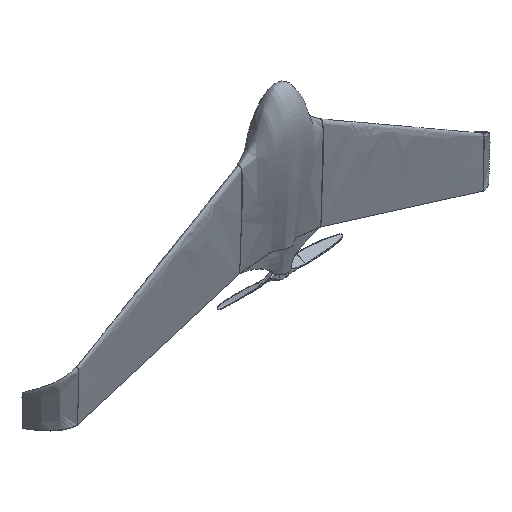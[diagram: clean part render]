
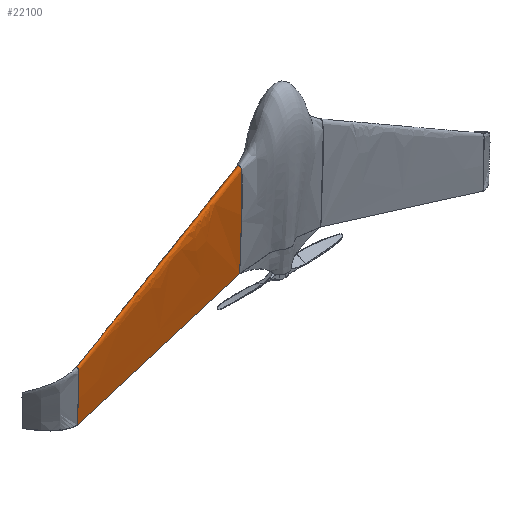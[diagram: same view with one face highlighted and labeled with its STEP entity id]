
A CAD part, isometric view. The second image highlights one B-rep face of the part: STEP entity #22100.
In plain terms, the highlighted free-form (B-spline) face has degree [3, 1] with [16, 2] control points.
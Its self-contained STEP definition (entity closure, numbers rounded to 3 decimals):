
#22100 = ADVANCED_FACE('',(#22101),#22159,.T.);
#22101 = FACE_BOUND('',#22102,.T.);
#22102 = EDGE_LOOP('',(#22103,#22126,#22133,#22154));
#22103 = ORIENTED_EDGE('',*,*,#22104,.T.);
#22104 = EDGE_CURVE('',#22105,#22107,#22109,.T.);
#22105 = VERTEX_POINT('',#22106);
#22106 = CARTESIAN_POINT('',(-137.518,276.399,
    435.939));
#22107 = VERTEX_POINT('',#22108);
#22108 = CARTESIAN_POINT('',(-137.518,281.549,
    435.939));
#22109 = B_SPLINE_CURVE_WITH_KNOTS('',3,(#22110,#22111,#22112,#22113,
    #22114,#22115,#22116,#22117,#22118,#22119,#22120,#22121,#22122,
    #22123,#22124,#22125),.UNSPECIFIED.,.F.,.F.,(4,1,1,1,1,1,1,1,1,1,1,1
    ,1,4),(0.,0.07,0.163,0.177,
    0.19,0.196,0.229,0.24,
    0.298,0.42,0.598,0.651,
    0.91,1.),.UNSPECIFIED.);
#22110 = CARTESIAN_POINT('',(-137.518,276.399,
    435.939));
#22111 = CARTESIAN_POINT('',(-137.518,274.502,
    494.134));
#22112 = CARTESIAN_POINT('',(-137.518,272.229,
    583.675));
#22113 = CARTESIAN_POINT('',(-137.518,262.782,
    729.7));
#22114 = CARTESIAN_POINT('',(-137.518,266.836,
    825.814));
#22115 = CARTESIAN_POINT('',(-137.518,275.079,
    834.34));
#22116 = CARTESIAN_POINT('',(-137.518,285.267,
    832.214));
#22117 = CARTESIAN_POINT('',(-137.518,291.523,
    821.654));
#22118 = CARTESIAN_POINT('',(-137.518,301.158,
    804.222));
#22119 = CARTESIAN_POINT('',(-137.518,310.38,
    771.168));
#22120 = CARTESIAN_POINT('',(-137.518,316.626,
    734.956));
#22121 = CARTESIAN_POINT('',(-137.518,314.823,
    620.623));
#22122 = CARTESIAN_POINT('',(-137.518,299.423,
    524.701));
#22123 = CARTESIAN_POINT('',(-137.518,298.75,
    516.978));
#22124 = CARTESIAN_POINT('',(-137.518,286.832,
    457.607));
#22125 = CARTESIAN_POINT('',(-137.518,281.549,
    435.939));
#22126 = ORIENTED_EDGE('',*,*,#22127,.T.);
#22127 = EDGE_CURVE('',#22107,#22128,#22130,.T.);
#22128 = VERTEX_POINT('',#22129);
#22129 = CARTESIAN_POINT('',(-827.702,281.549,
    223.575));
#22130 = B_SPLINE_CURVE_WITH_KNOTS('',1,(#22131,#22132),.UNSPECIFIED.,
  .F.,.F.,(2,2),(0.,544.059),.PIECEWISE_BEZIER_KNOTS.);
#22131 = CARTESIAN_POINT('',(-137.518,281.549,
    435.939));
#22132 = CARTESIAN_POINT('',(-827.702,281.549,
    223.575));
#22133 = ORIENTED_EDGE('',*,*,#22134,.T.);
#22134 = EDGE_CURVE('',#22128,#22135,#22137,.T.);
#22135 = VERTEX_POINT('',#22136);
#22136 = CARTESIAN_POINT('',(-827.702,276.399,
    223.575));
#22137 = B_SPLINE_CURVE_WITH_KNOTS('',3,(#22138,#22139,#22140,#22141,
    #22142,#22143,#22144,#22145,#22146,#22147,#22148,#22149,#22150,
    #22151,#22152,#22153),.UNSPECIFIED.,.F.,.F.,(4,1,1,1,1,1,1,1,1,1,1,1
    ,1,4),(0.,0.09,0.349,0.402,
    0.58,0.702,0.76,0.771,
    0.804,0.81,0.823,0.837,
    0.93,1.),.UNSPECIFIED.);
#22138 = CARTESIAN_POINT('',(-827.702,281.549,
    223.575));
#22139 = CARTESIAN_POINT('',(-827.702,282.031,
    235.146));
#22140 = CARTESIAN_POINT('',(-827.702,290.096,
    266.85));
#22141 = CARTESIAN_POINT('',(-827.702,289.21,
    270.974));
#22142 = CARTESIAN_POINT('',(-827.702,297.477,
    322.196));
#22143 = CARTESIAN_POINT('',(-827.702,298.421,
    383.25));
#22144 = CARTESIAN_POINT('',(-827.702,295.09,
    402.587));
#22145 = CARTESIAN_POINT('',(-827.702,290.165,
    420.238));
#22146 = CARTESIAN_POINT('',(-827.702,285.02,
    429.547));
#22147 = CARTESIAN_POINT('',(-827.702,281.679,
    435.186));
#22148 = CARTESIAN_POINT('',(-827.702,276.239,
    436.321));
#22149 = CARTESIAN_POINT('',(-827.702,271.837,
    431.768));
#22150 = CARTESIAN_POINT('',(-827.702,269.672,
    380.443));
#22151 = CARTESIAN_POINT('',(-827.702,274.685,
    302.466));
#22152 = CARTESIAN_POINT('',(-827.702,275.967,
    254.651));
#22153 = CARTESIAN_POINT('',(-827.702,276.399,
    223.575));
#22154 = ORIENTED_EDGE('',*,*,#22155,.T.);
#22155 = EDGE_CURVE('',#22135,#22105,#22156,.T.);
#22156 = B_SPLINE_CURVE_WITH_KNOTS('',1,(#22157,#22158),.UNSPECIFIED.,
  .F.,.F.,(2,2),(0.,544.059),.PIECEWISE_BEZIER_KNOTS.);
#22157 = CARTESIAN_POINT('',(-827.702,276.399,
    223.575));
#22158 = CARTESIAN_POINT('',(-137.518,276.399,
    435.939));
#22159 = B_SPLINE_SURFACE_WITH_KNOTS('',3,1,(
    (#22160,#22161)
    ,(#22162,#22163)
    ,(#22164,#22165)
    ,(#22166,#22167)
    ,(#22168,#22169)
    ,(#22170,#22171)
    ,(#22172,#22173)
    ,(#22174,#22175)
    ,(#22176,#22177)
    ,(#22178,#22179)
    ,(#22180,#22181)
    ,(#22182,#22183)
    ,(#22184,#22185)
    ,(#22186,#22187)
    ,(#22188,#22189)
    ,(#22190,#22191
    )),.UNSPECIFIED.,.F.,.F.,.F.,(4,1,1,1,1,1,1,1,1,1,1,1,1,4),(2,2),(0.
    ,0.07,0.163,0.177,0.19,
    0.196,0.229,0.24,0.298,
    0.42,0.598,0.651,0.91,1.),(0.,
    1.),.UNSPECIFIED.);
#22160 = CARTESIAN_POINT('',(-137.518,276.399,
    435.939));
#22161 = CARTESIAN_POINT('',(-827.702,276.399,
    223.575));
#22162 = CARTESIAN_POINT('',(-137.518,274.502,
    494.134));
#22163 = CARTESIAN_POINT('',(-827.702,275.967,
    254.651));
#22164 = CARTESIAN_POINT('',(-137.518,272.229,
    583.675));
#22165 = CARTESIAN_POINT('',(-827.702,274.685,
    302.466));
#22166 = CARTESIAN_POINT('',(-137.518,262.782,
    729.7));
#22167 = CARTESIAN_POINT('',(-827.702,269.672,
    380.443));
#22168 = CARTESIAN_POINT('',(-137.518,266.836,
    825.814));
#22169 = CARTESIAN_POINT('',(-827.702,271.837,
    431.768));
#22170 = CARTESIAN_POINT('',(-137.518,275.079,
    834.34));
#22171 = CARTESIAN_POINT('',(-827.702,276.239,
    436.321));
#22172 = CARTESIAN_POINT('',(-137.518,285.267,
    832.214));
#22173 = CARTESIAN_POINT('',(-827.702,281.679,
    435.186));
#22174 = CARTESIAN_POINT('',(-137.518,291.523,
    821.654));
#22175 = CARTESIAN_POINT('',(-827.702,285.02,
    429.547));
#22176 = CARTESIAN_POINT('',(-137.518,301.158,
    804.222));
#22177 = CARTESIAN_POINT('',(-827.702,290.165,
    420.238));
#22178 = CARTESIAN_POINT('',(-137.518,310.38,
    771.168));
#22179 = CARTESIAN_POINT('',(-827.702,295.09,
    402.587));
#22180 = CARTESIAN_POINT('',(-137.518,316.626,
    734.956));
#22181 = CARTESIAN_POINT('',(-827.702,298.421,
    383.25));
#22182 = CARTESIAN_POINT('',(-137.518,314.823,
    620.623));
#22183 = CARTESIAN_POINT('',(-827.702,297.477,
    322.196));
#22184 = CARTESIAN_POINT('',(-137.518,299.423,
    524.701));
#22185 = CARTESIAN_POINT('',(-827.702,289.21,
    270.974));
#22186 = CARTESIAN_POINT('',(-137.518,298.75,
    516.978));
#22187 = CARTESIAN_POINT('',(-827.702,290.096,
    266.85));
#22188 = CARTESIAN_POINT('',(-137.518,286.832,
    457.607));
#22189 = CARTESIAN_POINT('',(-827.702,282.031,
    235.146));
#22190 = CARTESIAN_POINT('',(-137.518,281.549,
    435.939));
#22191 = CARTESIAN_POINT('',(-827.702,281.549,
    223.575));
